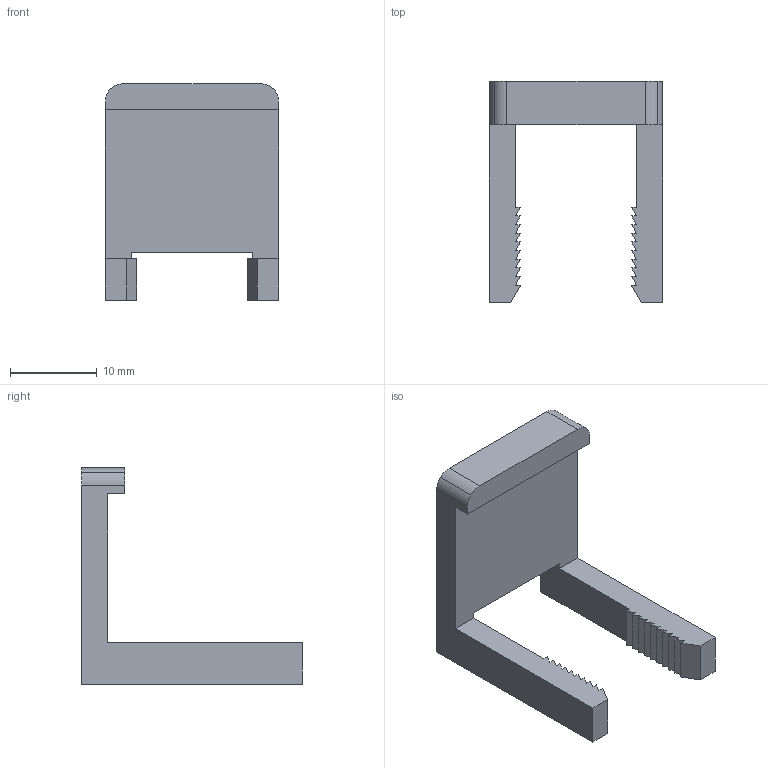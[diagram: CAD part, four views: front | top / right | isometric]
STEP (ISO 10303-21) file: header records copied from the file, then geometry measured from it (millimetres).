
FILE_DESCRIPTION(('STEP AP214'),'1');
FILE_NAME('cctmp_167324EB-F82D-43B7-A39D-1EA4B5E5F9E4_2020_1_8_16_43_54_493..stp','2020-01-08T15:43:54',('Bosch Rexroth AG'),('CADClick - www.CADClick.com'),'Spatial InterOp 3D',' ','unknown authorization - (Healing Option Enabled)');
FILE_SCHEMA(('AUTOMOTIVE_DESIGN'));
Length unit declared in the file: millimetre
Products named in the file (1): 2020_01_08__16-43-54-492
Bounding box: 20 x 25.5 x 25 mm (x, y, z)
Volume: 2053.8 mm3; surface area: 2008.2 mm2
Topology: 1 solids, 1 shells, 60 faces, 174 edges, 116 vertices
Faces by surface type: plane 56, cylinder 4
Entity records: 2450 total; most frequent: CARTESIAN_POINT 351, ORIENTED_EDGE 348, DIRECTION 304, EDGE_CURVE 174, LINE 166, VECTOR 166, VERTEX_POINT 116, AXIS2_PLACEMENT_3D 69
